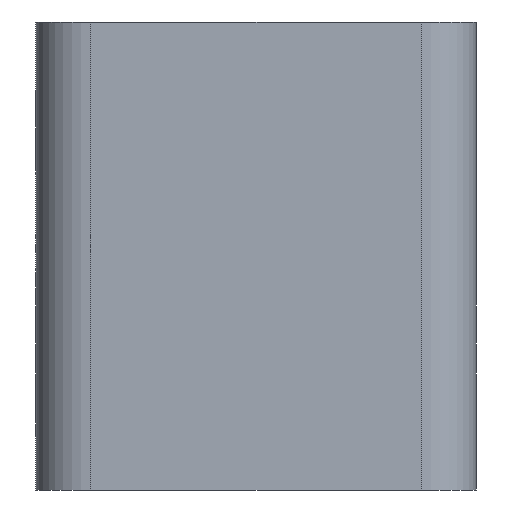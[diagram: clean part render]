
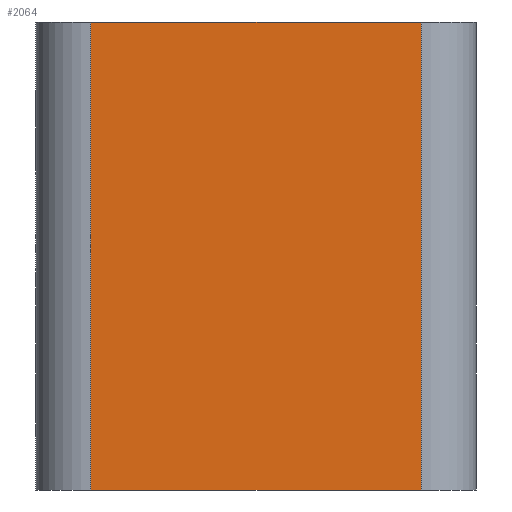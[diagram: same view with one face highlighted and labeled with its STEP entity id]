
A CAD part, left-side view. The second image highlights one B-rep face of the part: STEP entity #2064.
In plain terms, the highlighted planar face has unit normal (-1, 0, 0).
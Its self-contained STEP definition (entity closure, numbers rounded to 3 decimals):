
#55 = PLANE('',#56);
#56 = AXIS2_PLACEMENT_3D('',#57,#58,#59);
#57 = CARTESIAN_POINT('',(2.,0.,0.));
#58 = DIRECTION('',(0.,0.,-1.));
#59 = DIRECTION('',(-1.,0.,0.));
#83 = CYLINDRICAL_SURFACE('',#84,2.);
#84 = AXIS2_PLACEMENT_3D('',#85,#86,#87);
#85 = CARTESIAN_POINT('',(2.,2.,0.));
#86 = DIRECTION('',(-0.,-0.,-1.));
#87 = DIRECTION('',(1.,0.,0.));
#111 = PLANE('',#112);
#112 = AXIS2_PLACEMENT_3D('',#113,#114,#115);
#113 = CARTESIAN_POINT('',(2.,0.,17.));
#114 = DIRECTION('',(0.,0.,-1.));
#115 = DIRECTION('',(-1.,0.,0.));
#530 = VERTEX_POINT('',#531);
#531 = CARTESIAN_POINT('',(0.,14.,0.));
#550 = CYLINDRICAL_SURFACE('',#551,2.);
#551 = AXIS2_PLACEMENT_3D('',#552,#553,#554);
#552 = CARTESIAN_POINT('',(2.,14.,0.));
#553 = DIRECTION('',(-0.,-0.,-1.));
#554 = DIRECTION('',(1.,0.,0.));
#562 = EDGE_CURVE('',#530,#563,#565,.T.);
#563 = VERTEX_POINT('',#564);
#564 = CARTESIAN_POINT('',(0.,2.,0.));
#565 = SURFACE_CURVE('',#566,(#570,#577),.PCURVE_S1.);
#566 = LINE('',#567,#568);
#567 = CARTESIAN_POINT('',(0.,14.,0.));
#568 = VECTOR('',#569,1.);
#569 = DIRECTION('',(0.,-1.,0.));
#570 = PCURVE('',#55,#571);
#571 = DEFINITIONAL_REPRESENTATION('',(#572),#576);
#572 = LINE('',#573,#574);
#573 = CARTESIAN_POINT('',(2.,14.));
#574 = VECTOR('',#575,1.);
#575 = DIRECTION('',(0.,-1.));
#576 = ( GEOMETRIC_REPRESENTATION_CONTEXT(2) 
PARAMETRIC_REPRESENTATION_CONTEXT() REPRESENTATION_CONTEXT('2D SPACE',''
  ) );
#577 = PCURVE('',#578,#583);
#578 = PLANE('',#579);
#579 = AXIS2_PLACEMENT_3D('',#580,#581,#582);
#580 = CARTESIAN_POINT('',(0.,14.,0.));
#581 = DIRECTION('',(1.,0.,0.));
#582 = DIRECTION('',(0.,-1.,0.));
#583 = DEFINITIONAL_REPRESENTATION('',(#584),#588);
#584 = LINE('',#585,#586);
#585 = CARTESIAN_POINT('',(0.,0.));
#586 = VECTOR('',#587,1.);
#587 = DIRECTION('',(1.,0.));
#588 = ( GEOMETRIC_REPRESENTATION_CONTEXT(2) 
PARAMETRIC_REPRESENTATION_CONTEXT() REPRESENTATION_CONTEXT('2D SPACE',''
  ) );
#654 = EDGE_CURVE('',#563,#655,#657,.T.);
#655 = VERTEX_POINT('',#656);
#656 = CARTESIAN_POINT('',(0.,2.,17.));
#657 = SURFACE_CURVE('',#658,(#662,#669),.PCURVE_S1.);
#658 = LINE('',#659,#660);
#659 = CARTESIAN_POINT('',(0.,2.,0.));
#660 = VECTOR('',#661,1.);
#661 = DIRECTION('',(0.,0.,1.));
#662 = PCURVE('',#83,#663);
#663 = DEFINITIONAL_REPRESENTATION('',(#664),#668);
#664 = LINE('',#665,#666);
#665 = CARTESIAN_POINT('',(-3.142,0.));
#666 = VECTOR('',#667,1.);
#667 = DIRECTION('',(-0.,-1.));
#668 = ( GEOMETRIC_REPRESENTATION_CONTEXT(2) 
PARAMETRIC_REPRESENTATION_CONTEXT() REPRESENTATION_CONTEXT('2D SPACE',''
  ) );
#669 = PCURVE('',#578,#670);
#670 = DEFINITIONAL_REPRESENTATION('',(#671),#675);
#671 = LINE('',#672,#673);
#672 = CARTESIAN_POINT('',(12.,0.));
#673 = VECTOR('',#674,1.);
#674 = DIRECTION('',(0.,-1.));
#675 = ( GEOMETRIC_REPRESENTATION_CONTEXT(2) 
PARAMETRIC_REPRESENTATION_CONTEXT() REPRESENTATION_CONTEXT('2D SPACE',''
  ) );
#764 = EDGE_CURVE('',#765,#655,#767,.T.);
#765 = VERTEX_POINT('',#766);
#766 = CARTESIAN_POINT('',(0.,14.,17.));
#767 = SURFACE_CURVE('',#768,(#772,#779),.PCURVE_S1.);
#768 = LINE('',#769,#770);
#769 = CARTESIAN_POINT('',(0.,14.,17.));
#770 = VECTOR('',#771,1.);
#771 = DIRECTION('',(0.,-1.,0.));
#772 = PCURVE('',#111,#773);
#773 = DEFINITIONAL_REPRESENTATION('',(#774),#778);
#774 = LINE('',#775,#776);
#775 = CARTESIAN_POINT('',(2.,14.));
#776 = VECTOR('',#777,1.);
#777 = DIRECTION('',(0.,-1.));
#778 = ( GEOMETRIC_REPRESENTATION_CONTEXT(2) 
PARAMETRIC_REPRESENTATION_CONTEXT() REPRESENTATION_CONTEXT('2D SPACE',''
  ) );
#779 = PCURVE('',#578,#780);
#780 = DEFINITIONAL_REPRESENTATION('',(#781),#785);
#781 = LINE('',#782,#783);
#782 = CARTESIAN_POINT('',(0.,-17.));
#783 = VECTOR('',#784,1.);
#784 = DIRECTION('',(1.,0.));
#785 = ( GEOMETRIC_REPRESENTATION_CONTEXT(2) 
PARAMETRIC_REPRESENTATION_CONTEXT() REPRESENTATION_CONTEXT('2D SPACE',''
  ) );
#2043 = EDGE_CURVE('',#530,#765,#2044,.T.);
#2044 = SURFACE_CURVE('',#2045,(#2049,#2056),.PCURVE_S1.);
#2045 = LINE('',#2046,#2047);
#2046 = CARTESIAN_POINT('',(0.,14.,0.));
#2047 = VECTOR('',#2048,1.);
#2048 = DIRECTION('',(0.,0.,1.));
#2049 = PCURVE('',#550,#2050);
#2050 = DEFINITIONAL_REPRESENTATION('',(#2051),#2055);
#2051 = LINE('',#2052,#2053);
#2052 = CARTESIAN_POINT('',(-3.142,0.));
#2053 = VECTOR('',#2054,1.);
#2054 = DIRECTION('',(-0.,-1.));
#2055 = ( GEOMETRIC_REPRESENTATION_CONTEXT(2) 
PARAMETRIC_REPRESENTATION_CONTEXT() REPRESENTATION_CONTEXT('2D SPACE',''
  ) );
#2056 = PCURVE('',#578,#2057);
#2057 = DEFINITIONAL_REPRESENTATION('',(#2058),#2062);
#2058 = LINE('',#2059,#2060);
#2059 = CARTESIAN_POINT('',(0.,0.));
#2060 = VECTOR('',#2061,1.);
#2061 = DIRECTION('',(0.,-1.));
#2062 = ( GEOMETRIC_REPRESENTATION_CONTEXT(2) 
PARAMETRIC_REPRESENTATION_CONTEXT() REPRESENTATION_CONTEXT('2D SPACE',''
  ) );
#2064 = ADVANCED_FACE('',(#2065),#578,.F.);
#2065 = FACE_BOUND('',#2066,.F.);
#2066 = EDGE_LOOP('',(#2067,#2068,#2069,#2070));
#2067 = ORIENTED_EDGE('',*,*,#2043,.T.);
#2068 = ORIENTED_EDGE('',*,*,#764,.T.);
#2069 = ORIENTED_EDGE('',*,*,#654,.F.);
#2070 = ORIENTED_EDGE('',*,*,#562,.F.);
